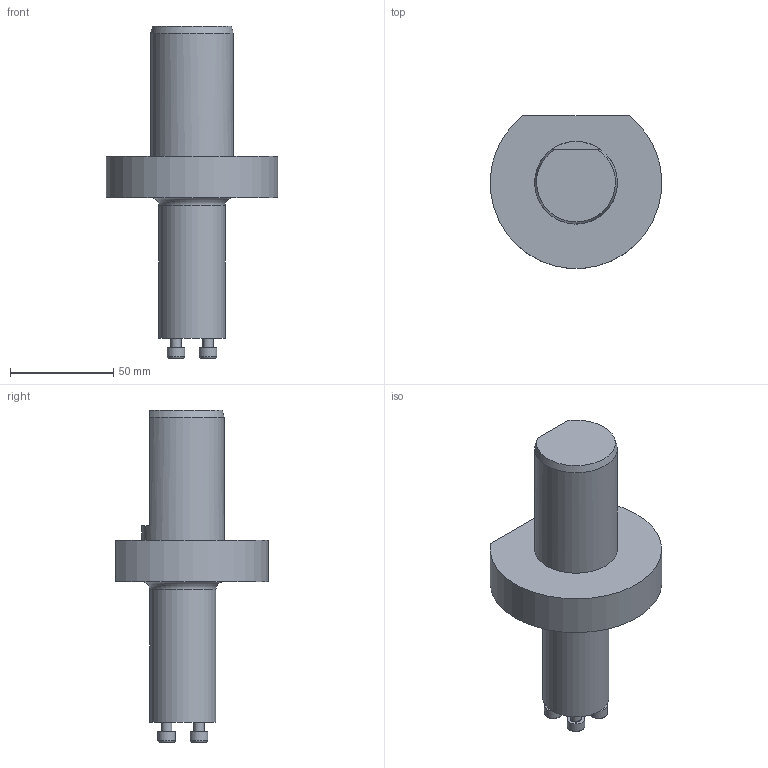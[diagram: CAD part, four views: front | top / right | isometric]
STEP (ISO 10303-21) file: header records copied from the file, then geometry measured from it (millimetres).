
FILE_DESCRIPTION(/* description */ (''),/* implementation_level */ '2;1');
FILE_NAME(/* name */ 'toolcomp_1.stp',/* time_stamp */ '2019-08-14T14:45:11+02:00',/* author */ (''),/* organization */ ('SMS'),/* preprocessor_version */ 'ST-DEVELOPER v15',/* originating_system */ 'SIEMENS PLM Software NX 8.5',/* authorisation */ '');
FILE_SCHEMA (('AUTOMOTIVE_DESIGN { 1 0 10303 214 3 1 1 1 }'));
Length unit declared in the file: millimetre
Products named in the file (1): TOOLCOMP_1
Bounding box: 82.91 x 73.85 x 160.59 mm (x, y, z)
Volume: 233561.5 mm3; surface area: 30949.6 mm2
Topology: 1 solids, 1 shells, 112 faces, 219 edges, 121 vertices
Faces by surface type: plane 63, cone 29, cylinder 11, torus 9
Full cylindrical faces by diameter (mm): 5 x4, 8.5 x4, 32 x1, 39.992 x1
Entity records: 2737 total; most frequent: CARTESIAN_POINT 545, DIRECTION 474, ORIENTED_EDGE 374, AXIS2_PLACEMENT_3D 197, EDGE_CURVE 187, EDGE_LOOP 145, VERTEX_POINT 114, ADVANCED_FACE 112
